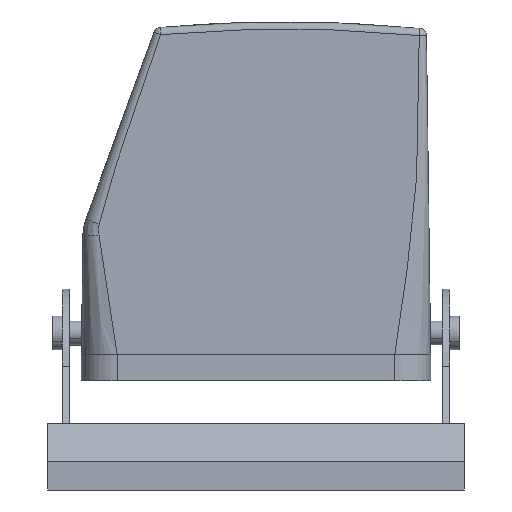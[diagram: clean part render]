
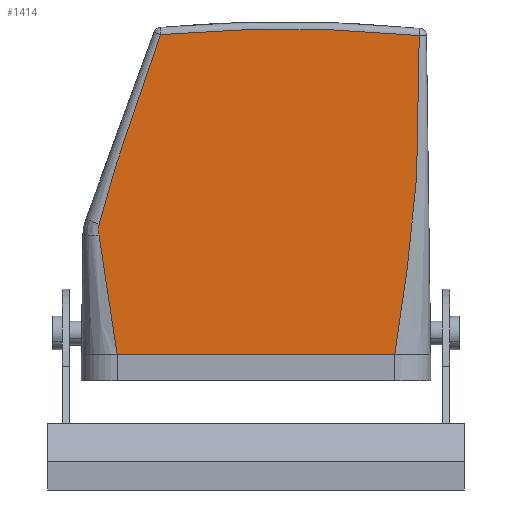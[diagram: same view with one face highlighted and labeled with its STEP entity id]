
A CAD part, left-side view. The second image highlights one B-rep face of the part: STEP entity #1414.
In plain terms, the highlighted planar face has unit normal (-1, 0, 0).
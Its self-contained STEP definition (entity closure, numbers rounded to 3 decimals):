
#1333=AXIS2_PLACEMENT_3D('Plane Axis2P3D',#1330,#1331,#1332) ;
#1403=AXIS2_PLACEMENT_3D('Circle Axis2P3D',#1401,#1402,$) ;
#487=CARTESIAN_POINT('Vertex',(18.5,14.486,28.3)) ;
#492=CARTESIAN_POINT('Line Origine',(18.5,43.501,28.3)) ;
#496=CARTESIAN_POINT('Vertex',(18.5,72.515,28.3)) ;
#1274=CARTESIAN_POINT('Vertex',(18.5,9.388,94.973)) ;
#1278=CARTESIAN_POINT('Control Point',(18.5,9.388,94.973)) ;
#1279=CARTESIAN_POINT('Control Point',(18.5,9.385,92.836)) ;
#1280=CARTESIAN_POINT('Control Point',(18.5,9.387,90.698)) ;
#1281=CARTESIAN_POINT('Control Point',(18.5,9.396,88.561)) ;
#1282=CARTESIAN_POINT('Control Point',(18.5,9.427,84.208)) ;
#1283=CARTESIAN_POINT('Control Point',(18.5,9.48,79.856)) ;
#1284=CARTESIAN_POINT('Control Point',(18.5,9.513,77.672)) ;
#1285=CARTESIAN_POINT('Control Point',(18.5,9.607,72.447)) ;
#1286=CARTESIAN_POINT('Control Point',(18.5,9.8,67.224)) ;
#1287=CARTESIAN_POINT('Control Point',(18.5,9.97,64.215)) ;
#1288=CARTESIAN_POINT('Control Point',(18.5,10.436,58.202)) ;
#1289=CARTESIAN_POINT('Control Point',(18.5,11.117,52.202)) ;
#1290=CARTESIAN_POINT('Control Point',(18.5,11.504,49.205)) ;
#1291=CARTESIAN_POINT('Control Point',(18.5,12.183,44.303)) ;
#1292=CARTESIAN_POINT('Control Point',(18.5,12.896,39.404)) ;
#1293=CARTESIAN_POINT('Control Point',(18.5,13.176,37.496)) ;
#1294=CARTESIAN_POINT('Control Point',(18.5,13.611,34.504)) ;
#1295=CARTESIAN_POINT('Control Point',(18.5,14.037,31.512)) ;
#1296=CARTESIAN_POINT('Control Point',(18.5,14.188,30.44)) ;
#1297=CARTESIAN_POINT('Control Point',(18.5,14.337,29.371)) ;
#1298=CARTESIAN_POINT('Control Point',(18.5,14.486,28.3)) ;
#1330=CARTESIAN_POINT('Axis2P3D Location',(18.5,5.467,-5.)) ;
#1336=CARTESIAN_POINT('Control Point',(18.5,63.424,95.172)) ;
#1337=CARTESIAN_POINT('Control Point',(18.5,63.563,94.78)) ;
#1338=CARTESIAN_POINT('Control Point',(18.5,63.702,94.388)) ;
#1339=CARTESIAN_POINT('Control Point',(18.5,63.841,93.996)) ;
#1340=CARTESIAN_POINT('Control Point',(18.5,64.119,93.212)) ;
#1341=CARTESIAN_POINT('Control Point',(18.5,64.397,92.426)) ;
#1342=CARTESIAN_POINT('Control Point',(18.5,64.536,92.032)) ;
#1343=CARTESIAN_POINT('Control Point',(18.5,64.952,90.851)) ;
#1344=CARTESIAN_POINT('Control Point',(18.5,65.366,89.67)) ;
#1345=CARTESIAN_POINT('Control Point',(18.5,65.641,88.883)) ;
#1346=CARTESIAN_POINT('Control Point',(18.5,67.095,84.714)) ;
#1347=CARTESIAN_POINT('Control Point',(18.5,68.529,80.54)) ;
#1348=CARTESIAN_POINT('Control Point',(18.5,69.679,77.164)) ;
#1349=CARTESIAN_POINT('Control Point',(18.5,71.047,73.136)) ;
#1350=CARTESIAN_POINT('Control Point',(18.5,72.377,69.097)) ;
#1351=CARTESIAN_POINT('Control Point',(18.5,72.572,68.5)) ;
#1352=CARTESIAN_POINT('Control Point',(18.5,72.877,67.562)) ;
#1353=CARTESIAN_POINT('Control Point',(18.5,73.177,66.622)) ;
#1354=CARTESIAN_POINT('Control Point',(18.5,73.273,66.322)) ;
#1355=CARTESIAN_POINT('Control Point',(18.5,73.463,65.72)) ;
#1356=CARTESIAN_POINT('Control Point',(18.5,73.65,65.116)) ;
#1357=CARTESIAN_POINT('Control Point',(18.5,73.744,64.814)) ;
#1358=CARTESIAN_POINT('Control Point',(18.5,74.362,62.799)) ;
#1359=CARTESIAN_POINT('Control Point',(18.5,74.949,60.776)) ;
#1360=CARTESIAN_POINT('Control Point',(18.5,75.422,59.05)) ;
#1361=CARTESIAN_POINT('Control Point',(18.5,75.867,57.316)) ;
#1362=CARTESIAN_POINT('Control Point',(18.5,76.286,55.576)) ;
#1363=CARTESIAN_POINT('Vertex',(18.5,76.286,55.576)) ;
#1365=CARTESIAN_POINT('Vertex',(18.5,63.424,95.172)) ;
#1369=CARTESIAN_POINT('Control Point',(18.5,76.286,55.576)) ;
#1370=CARTESIAN_POINT('Control Point',(18.5,76.375,55.116)) ;
#1371=CARTESIAN_POINT('Control Point',(18.5,76.422,54.648)) ;
#1372=CARTESIAN_POINT('Control Point',(18.5,76.426,54.178)) ;
#1373=CARTESIAN_POINT('Control Point',(18.5,76.386,53.711)) ;
#1374=CARTESIAN_POINT('Control Point',(18.5,76.3,53.256)) ;
#1375=CARTESIAN_POINT('Vertex',(18.5,76.3,53.256)) ;
#1379=CARTESIAN_POINT('Control Point',(18.5,76.3,53.256)) ;
#1380=CARTESIAN_POINT('Control Point',(18.5,75.898,49.923)) ;
#1381=CARTESIAN_POINT('Control Point',(18.5,75.422,46.595)) ;
#1382=CARTESIAN_POINT('Control Point',(18.5,74.898,43.312)) ;
#1383=CARTESIAN_POINT('Control Point',(18.5,74.335,39.864)) ;
#1384=CARTESIAN_POINT('Control Point',(18.5,73.78,36.413)) ;
#1385=CARTESIAN_POINT('Control Point',(18.5,73.762,36.302)) ;
#1386=CARTESIAN_POINT('Control Point',(18.5,73.721,36.044)) ;
#1387=CARTESIAN_POINT('Control Point',(18.5,73.679,35.783)) ;
#1388=CARTESIAN_POINT('Control Point',(18.5,73.658,35.653)) ;
#1389=CARTESIAN_POINT('Control Point',(18.5,73.596,35.264)) ;
#1390=CARTESIAN_POINT('Control Point',(18.5,73.534,34.875)) ;
#1391=CARTESIAN_POINT('Control Point',(18.5,73.493,34.618)) ;
#1392=CARTESIAN_POINT('Control Point',(18.5,73.373,33.865)) ;
#1393=CARTESIAN_POINT('Control Point',(18.5,73.255,33.113)) ;
#1394=CARTESIAN_POINT('Control Point',(18.5,73.176,32.612)) ;
#1395=CARTESIAN_POINT('Control Point',(18.5,72.995,31.45)) ;
#1396=CARTESIAN_POINT('Control Point',(18.5,72.816,30.289)) ;
#1397=CARTESIAN_POINT('Control Point',(18.5,72.715,29.627)) ;
#1398=CARTESIAN_POINT('Control Point',(18.5,72.615,28.964)) ;
#1399=CARTESIAN_POINT('Control Point',(18.5,72.515,28.3)) ;
#1401=CARTESIAN_POINT('Axis2P3D Location',(18.5,37.5,-202.2)) ;
#493=DIRECTION('Vector Direction',(0.,-1.,0.)) ;
#1331=DIRECTION('Axis2P3D Direction',(-1.,0.,0.)) ;
#1332=DIRECTION('Axis2P3D XDirection',(0.,-0.17,0.985)) ;
#1402=DIRECTION('Axis2P3D Direction',(-1.,0.,0.)) ;
#494=VECTOR('Line Direction',#493,1.) ;
#1407=ORIENTED_EDGE('',*,*,#1367,.F.) ;
#1408=ORIENTED_EDGE('',*,*,#1377,.F.) ;
#1409=ORIENTED_EDGE('',*,*,#1400,.F.) ;
#1410=ORIENTED_EDGE('',*,*,#498,.T.) ;
#1411=ORIENTED_EDGE('',*,*,#1299,.T.) ;
#1412=ORIENTED_EDGE('',*,*,#1405,.T.) ;
#1414=ADVANCED_FACE('Hood',(#1413),#1334,.T.) ;
#1277=B_SPLINE_CURVE_WITH_KNOTS('',5,(#1278,#1279,#1280,#1281,#1282,#1283,#1284,#1285,#1286,#1287,#1288,#1289,#1290,#1291,#1292,#1293,#1294,#1295,#1296,#1297,#1298),.UNSPECIFIED.,.F.,.U.,(6,3,3,3,3,3,6),(30.678,41.35,52.409,67.435,82.461,92.051,97.49),.UNSPECIFIED.) ;
#1335=B_SPLINE_CURVE_WITH_KNOTS('',5,(#1336,#1337,#1338,#1339,#1340,#1341,#1342,#1343,#1344,#1345,#1346,#1347,#1348,#1349,#1350,#1351,#1352,#1353,#1354,#1355,#1356,#1357,#1358,#1359,#1360,#1361,#1362),.UNSPECIFIED.,.F.,.U.,(6,3,3,3,3,3,3,3,6),(0.,2.946,5.893,11.785,37.074,41.848,44.085,46.323,58.983),.UNSPECIFIED.) ;
#1368=B_SPLINE_CURVE_WITH_KNOTS('',5,(#1369,#1370,#1371,#1372,#1373,#1374),.UNSPECIFIED.,.F.,.U.,(6,6),(0.,3.305),.UNSPECIFIED.) ;
#1378=B_SPLINE_CURVE_WITH_KNOTS('',5,(#1379,#1380,#1381,#1382,#1383,#1384,#1385,#1386,#1387,#1388,#1389,#1390,#1391,#1392,#1393,#1394,#1395,#1396,#1397,#1398,#1399),.UNSPECIFIED.,.F.,.U.,(6,3,3,3,3,3,6),(0.,23.764,24.69,25.589,27.387,30.983,35.753),.UNSPECIFIED.) ;
#1404=CIRCLE('generated circle',#1403,298.5) ;
#498=EDGE_CURVE('',#497,#488,#495,.T.) ;
#1299=EDGE_CURVE('',#488,#1275,#1277,.F.) ;
#1367=EDGE_CURVE('',#1364,#1366,#1335,.F.) ;
#1377=EDGE_CURVE('',#1376,#1364,#1368,.F.) ;
#1400=EDGE_CURVE('',#497,#1376,#1378,.F.) ;
#1405=EDGE_CURVE('',#1275,#1366,#1404,.T.) ;
#1406=EDGE_LOOP('',(#1407,#1408,#1409,#1410,#1411,#1412)) ;
#1413=FACE_OUTER_BOUND('',#1406,.T.) ;
#495=LINE('Line',#492,#494) ;
#1334=PLANE('',#1333) ;
#488=VERTEX_POINT('',#487) ;
#497=VERTEX_POINT('',#496) ;
#1275=VERTEX_POINT('',#1274) ;
#1364=VERTEX_POINT('',#1363) ;
#1366=VERTEX_POINT('',#1365) ;
#1376=VERTEX_POINT('',#1375) ;
